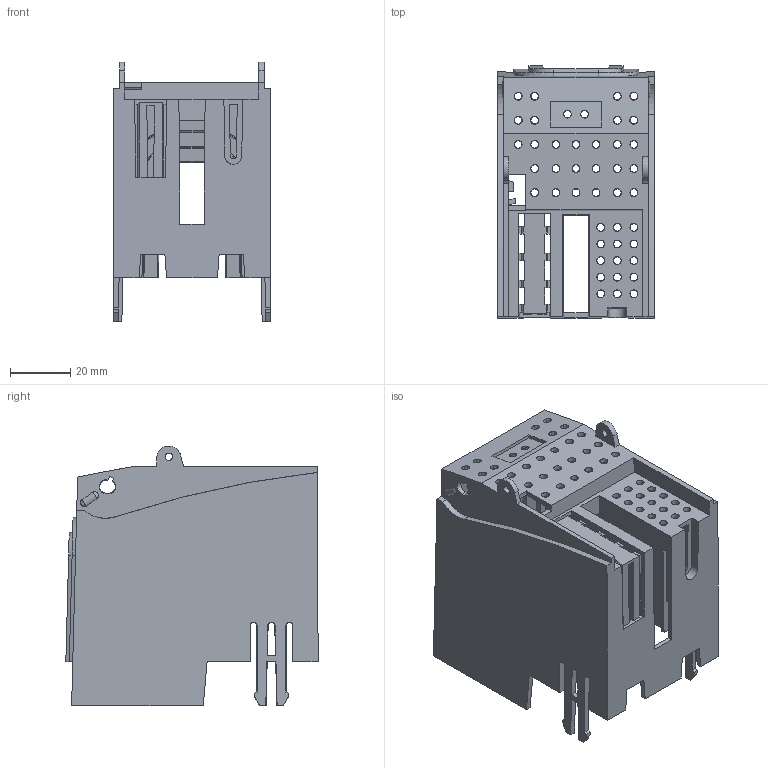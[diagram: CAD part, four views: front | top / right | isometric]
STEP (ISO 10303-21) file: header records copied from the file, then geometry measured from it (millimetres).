
FILE_DESCRIPTION(/* description */ (''),/* implementation_level */ '2;1');
FILE_NAME(/* name */ '3NX3141_000156031.stp',/* time_stamp */ '2024-10-17T12:43:25+02:00',/* author */ (''),/* organization */ (''),/* preprocessor_version */ 'ST-DEVELOPER v18.101',/* originating_system */ 'SIEMENS PLM Software NX 2007',/* authorisation */ '');
FILE_SCHEMA (('AUTOMOTIVE_DESIGN { 1 0 10303 214 3 1 1 1 }'));
Length unit declared in the file: millimetre
Products named in the file (1): 3NX3141_000156031_stp
Bounding box: 52 x 83.7 x 86.2 mm (x, y, z)
Volume: 35910.7 mm3; surface area: 43751.2 mm2
Topology: 1 solids, 1 shells, 312 faces, 983 edges, 659 vertices
Faces by surface type: plane 214, cone 64, bspline 20, cylinder 14
Entity records: 14609 total; most frequent: CARTESIAN_POINT 3704, ORIENTED_EDGE 1866, DIRECTION 1613, EDGE_CURVE 933, LINE 719, VECTOR 719, VERTEX_POINT 645, EDGE_LOOP 458
